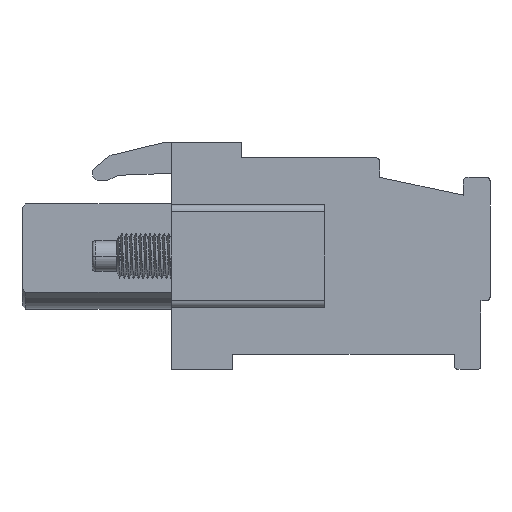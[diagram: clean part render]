
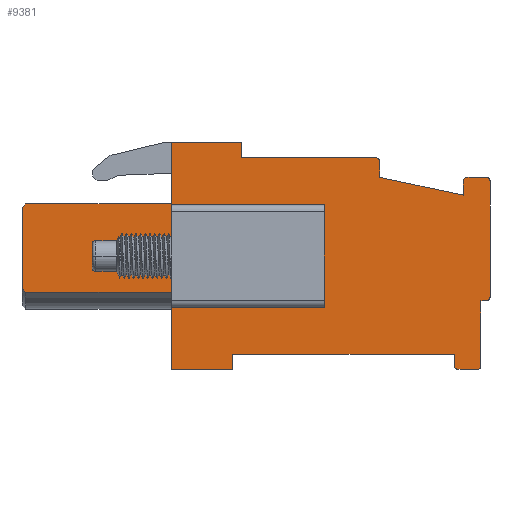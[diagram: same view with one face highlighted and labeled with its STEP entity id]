
A CAD part, left-side view. The second image highlights one B-rep face of the part: STEP entity #9381.
In plain terms, the highlighted planar face has unit normal (-1, 0, 0).
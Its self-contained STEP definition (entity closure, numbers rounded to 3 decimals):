
#16=DIRECTION('',(0.,1.,0.));
#17=VECTOR('',#16,7.45);
#18=CARTESIAN_POINT('',(0.,9.2,-2.85));
#19=LINE('',#18,#17);
#40=DIRECTION('',(0.,1.,0.));
#41=VECTOR('',#40,1.08);
#42=CARTESIAN_POINT('',(0.,0.7,-6.3));
#43=LINE('',#42,#41);
#44=CARTESIAN_POINT('',(0.,1.78,-6.1));
#45=DIRECTION('',(1.,0.,0.));
#46=DIRECTION('',(0.,0.,-1.));
#47=AXIS2_PLACEMENT_3D('',#44,#45,#46);
#49=DIRECTION('',(0.,0.,-1.));
#50=VECTOR('',#49,0.65);
#51=CARTESIAN_POINT('',(0.,1.98,-5.45));
#52=LINE('',#51,#50);
#53=DIRECTION('',(0.,-1.,0.));
#54=VECTOR('',#53,12.32);
#55=CARTESIAN_POINT('',(0.,14.3,-5.45));
#56=LINE('',#55,#54);
#57=DIRECTION('',(0.,0.,1.));
#58=VECTOR('',#57,0.85);
#59=CARTESIAN_POINT('',(0.,14.3,-6.3));
#60=LINE('',#59,#58);
#61=DIRECTION('',(0.,1.,0.));
#62=VECTOR('',#61,3.4);
#63=CARTESIAN_POINT('',(0.,14.3,-6.3));
#64=LINE('',#63,#62);
#65=DIRECTION('',(0.,0.,1.));
#66=VECTOR('',#65,4.278);
#67=CARTESIAN_POINT('',(0.,17.7,-6.3));
#68=LINE('',#67,#66);
#69=DIRECTION('',(0.,1.,0.));
#70=VECTOR('',#69,8.1);
#71=CARTESIAN_POINT('',(0.,17.7,-2.022));
#72=LINE('',#71,#70);
#73=DIRECTION('',(0.,-0.707,-0.707));
#74=VECTOR('',#73,0.283);
#75=CARTESIAN_POINT('',(0.,26.,-1.822));
#76=LINE('',#75,#74);
#77=DIRECTION('',(0.,0.,1.));
#78=VECTOR('',#77,4.52);
#79=CARTESIAN_POINT('',(0.,26.,-1.822));
#80=LINE('',#79,#78);
#81=DIRECTION('',(0.,-0.707,0.707));
#82=VECTOR('',#81,0.283);
#83=CARTESIAN_POINT('',(0.,26.,2.698));
#84=LINE('',#83,#82);
#85=DIRECTION('',(0.,1.,0.));
#86=VECTOR('',#85,8.1);
#87=CARTESIAN_POINT('',(0.,17.7,2.898));
#88=LINE('',#87,#86);
#89=DIRECTION('',(0.,0.,1.));
#90=VECTOR('',#89,3.402);
#91=CARTESIAN_POINT('',(0.,17.7,2.898));
#92=LINE('',#91,#90);
#93=DIRECTION('',(0.,-1.,0.));
#94=VECTOR('',#93,3.9);
#95=CARTESIAN_POINT('',(0.,17.7,6.3));
#96=LINE('',#95,#94);
#97=DIRECTION('',(0.,0.,1.));
#98=VECTOR('',#97,0.85);
#99=CARTESIAN_POINT('',(0.,13.8,5.45));
#100=LINE('',#99,#98);
#101=DIRECTION('',(0.,1.,0.));
#102=VECTOR('',#101,7.47);
#103=CARTESIAN_POINT('',(0.,6.33,5.45));
#104=LINE('',#103,#102);
#105=CARTESIAN_POINT('',(0.,6.33,5.25));
#106=DIRECTION('',(1.,0.,0.));
#107=DIRECTION('',(0.,0.,1.));
#108=AXIS2_PLACEMENT_3D('',#105,#106,#107);
#110=DIRECTION('',(0.,0.,1.));
#111=VECTOR('',#110,0.88);
#112=CARTESIAN_POINT('',(0.,6.13,4.37));
#113=LINE('',#112,#111);
#114=DIRECTION('',(0.,0.978,0.208));
#115=VECTOR('',#114,4.754);
#116=CARTESIAN_POINT('',(0.,1.48,3.38));
#117=LINE('',#116,#115);
#118=DIRECTION('',(0.,0.,-1.));
#119=VECTOR('',#118,0.79);
#120=CARTESIAN_POINT('',(0.,1.48,4.17));
#121=LINE('',#120,#119);
#122=CARTESIAN_POINT('',(0.,1.28,4.17));
#123=DIRECTION('',(1.,0.,0.));
#124=DIRECTION('',(0.,1.,0.));
#125=AXIS2_PLACEMENT_3D('',#122,#123,#124);
#127=DIRECTION('',(0.,1.,0.));
#128=VECTOR('',#127,1.08);
#129=CARTESIAN_POINT('',(0.,0.2,4.37));
#130=LINE('',#129,#128);
#131=CARTESIAN_POINT('',(0.,0.2,4.17));
#132=DIRECTION('',(-1.,0.,0.));
#133=DIRECTION('',(0.,-1.,0.));
#134=AXIS2_PLACEMENT_3D('',#131,#132,#133);
#136=DIRECTION('',(0.,0.,-1.));
#137=VECTOR('',#136,6.46);
#138=CARTESIAN_POINT('',(0.,0.,4.17));
#139=LINE('',#138,#137);
#140=CARTESIAN_POINT('',(0.,0.2,-2.29));
#141=DIRECTION('',(1.,0.,0.));
#142=DIRECTION('',(0.,-1.,0.));
#143=AXIS2_PLACEMENT_3D('',#140,#141,#142);
#145=DIRECTION('',(0.,-1.,0.));
#146=VECTOR('',#145,0.3);
#147=CARTESIAN_POINT('',(0.,0.5,-2.49));
#148=LINE('',#147,#146);
#149=DIRECTION('',(0.,0.,1.));
#150=VECTOR('',#149,3.61);
#151=CARTESIAN_POINT('',(0.,0.5,-6.1));
#152=LINE('',#151,#150);
#153=CARTESIAN_POINT('',(0.,0.7,-6.1));
#154=DIRECTION('',(-1.,0.,0.));
#155=DIRECTION('',(0.,0.,-1.));
#156=AXIS2_PLACEMENT_3D('',#153,#154,#155);
#6095=DIRECTION('',(0.,0.,1.));
#6096=VECTOR('',#6095,5.7);
#6097=CARTESIAN_POINT('',(0.,9.2,-2.85));
#6098=LINE('',#6097,#6096);
#7687=DIRECTION('',(0.,0.,1.));
#7688=VECTOR('',#7687,5.7);
#7689=CARTESIAN_POINT('',(0.,16.65,-2.85));
#7690=LINE('',#7689,#7688);
#7691=DIRECTION('',(0.,1.,0.));
#7692=VECTOR('',#7691,7.45);
#7693=CARTESIAN_POINT('',(0.,9.2,2.85));
#7694=LINE('',#7693,#7692);
#8188=CARTESIAN_POINT('',(0.,0.7,-6.3));
#8189=CARTESIAN_POINT('',(0.,1.78,-6.3));
#8190=VERTEX_POINT('',#8188);
#8191=VERTEX_POINT('',#8189);
#8192=CARTESIAN_POINT('',(0.,14.3,-6.3));
#8193=CARTESIAN_POINT('',(0.,17.7,-6.3));
#8194=VERTEX_POINT('',#8192);
#8195=VERTEX_POINT('',#8193);
#8196=CARTESIAN_POINT('',(0.,17.7,-2.022));
#8197=VERTEX_POINT('',#8196);
#8198=CARTESIAN_POINT('',(0.,17.7,2.898));
#8199=CARTESIAN_POINT('',(0.,17.7,6.3));
#8200=VERTEX_POINT('',#8198);
#8201=VERTEX_POINT('',#8199);
#8202=CARTESIAN_POINT('',(0.,13.8,6.3));
#8203=VERTEX_POINT('',#8202);
#8204=CARTESIAN_POINT('',(0.,0.,4.17));
#8205=CARTESIAN_POINT('',(0.,0.,-2.29));
#8206=VERTEX_POINT('',#8204);
#8207=VERTEX_POINT('',#8205);
#8208=CARTESIAN_POINT('',(0.,26.,-1.822));
#8209=CARTESIAN_POINT('',(0.,26.,2.698));
#8210=VERTEX_POINT('',#8208);
#8211=VERTEX_POINT('',#8209);
#8212=CARTESIAN_POINT('',(0.,25.8,-2.022));
#8213=VERTEX_POINT('',#8212);
#8214=CARTESIAN_POINT('',(0.,0.2,4.37));
#8215=CARTESIAN_POINT('',(0.,1.28,4.37));
#8216=VERTEX_POINT('',#8214);
#8217=VERTEX_POINT('',#8215);
#8218=CARTESIAN_POINT('',(0.,1.48,4.17));
#8219=CARTESIAN_POINT('',(0.,1.48,3.38));
#8220=VERTEX_POINT('',#8218);
#8221=VERTEX_POINT('',#8219);
#8222=CARTESIAN_POINT('',(0.,6.13,4.37));
#8223=VERTEX_POINT('',#8222);
#8224=CARTESIAN_POINT('',(0.,6.13,5.25));
#8225=VERTEX_POINT('',#8224);
#8226=CARTESIAN_POINT('',(0.,6.33,5.45));
#8227=CARTESIAN_POINT('',(0.,13.8,5.45));
#8228=VERTEX_POINT('',#8226);
#8229=VERTEX_POINT('',#8227);
#8230=CARTESIAN_POINT('',(0.,0.5,-6.1));
#8231=CARTESIAN_POINT('',(0.,0.5,-2.49));
#8232=VERTEX_POINT('',#8230);
#8233=VERTEX_POINT('',#8231);
#8234=CARTESIAN_POINT('',(0.,0.2,-2.49));
#8235=VERTEX_POINT('',#8234);
#8236=CARTESIAN_POINT('',(0.,1.98,-5.45));
#8237=CARTESIAN_POINT('',(0.,1.98,-6.1));
#8238=VERTEX_POINT('',#8236);
#8239=VERTEX_POINT('',#8237);
#8240=CARTESIAN_POINT('',(0.,14.3,-5.45));
#8241=VERTEX_POINT('',#8240);
#8242=CARTESIAN_POINT('',(0.,25.8,2.898));
#8243=VERTEX_POINT('',#8242);
#8244=CARTESIAN_POINT('',(0.,9.2,-2.85));
#8245=CARTESIAN_POINT('',(0.,16.65,-2.85));
#8246=VERTEX_POINT('',#8244);
#8247=VERTEX_POINT('',#8245);
#8248=CARTESIAN_POINT('',(0.,9.2,2.85));
#8249=CARTESIAN_POINT('',(0.,16.65,2.85));
#8250=VERTEX_POINT('',#8248);
#8251=VERTEX_POINT('',#8249);
#9309=CARTESIAN_POINT('',(0.,27.525,-19.3));
#9310=DIRECTION('',(-1.,0.,0.));
#9311=DIRECTION('',(0.,-1.,0.));
#9312=AXIS2_PLACEMENT_3D('',#9309,#9310,#9311);
#9313=PLANE('',#9312);
#9315=ORIENTED_EDGE('',*,*,#9314,.T.);
#9317=ORIENTED_EDGE('',*,*,#9316,.T.);
#9319=ORIENTED_EDGE('',*,*,#9318,.F.);
#9321=ORIENTED_EDGE('',*,*,#9320,.F.);
#9323=ORIENTED_EDGE('',*,*,#9322,.F.);
#9325=ORIENTED_EDGE('',*,*,#9324,.T.);
#9327=ORIENTED_EDGE('',*,*,#9326,.T.);
#9329=ORIENTED_EDGE('',*,*,#9328,.T.);
#9331=ORIENTED_EDGE('',*,*,#9330,.F.);
#9333=ORIENTED_EDGE('',*,*,#9332,.T.);
#9335=ORIENTED_EDGE('',*,*,#9334,.T.);
#9337=ORIENTED_EDGE('',*,*,#9336,.F.);
#9339=ORIENTED_EDGE('',*,*,#9338,.T.);
#9341=ORIENTED_EDGE('',*,*,#9340,.T.);
#9343=ORIENTED_EDGE('',*,*,#9342,.F.);
#9345=ORIENTED_EDGE('',*,*,#9344,.F.);
#9347=ORIENTED_EDGE('',*,*,#9346,.T.);
#9349=ORIENTED_EDGE('',*,*,#9348,.F.);
#9351=ORIENTED_EDGE('',*,*,#9350,.F.);
#9353=ORIENTED_EDGE('',*,*,#9352,.F.);
#9355=ORIENTED_EDGE('',*,*,#9354,.T.);
#9357=ORIENTED_EDGE('',*,*,#9356,.F.);
#9359=ORIENTED_EDGE('',*,*,#9358,.F.);
#9361=ORIENTED_EDGE('',*,*,#9360,.T.);
#9363=ORIENTED_EDGE('',*,*,#9362,.T.);
#9365=ORIENTED_EDGE('',*,*,#9364,.F.);
#9367=ORIENTED_EDGE('',*,*,#9366,.F.);
#9369=ORIENTED_EDGE('',*,*,#9368,.F.);
#9370=EDGE_LOOP('',(#9315,#9317,#9319,#9321,#9323,#9325,#9327,#9329,#9331,#9333,
#9335,#9337,#9339,#9341,#9343,#9345,#9347,#9349,#9351,#9353,#9355,#9357,#9359,
#9361,#9363,#9365,#9367,#9369));
#9371=FACE_OUTER_BOUND('',#9370,.F.);
#9372=ORIENTED_EDGE('',*,*,#9294,.F.);
#9374=ORIENTED_EDGE('',*,*,#9373,.T.);
#9376=ORIENTED_EDGE('',*,*,#9375,.T.);
#9378=ORIENTED_EDGE('',*,*,#9377,.F.);
#9379=EDGE_LOOP('',(#9372,#9374,#9376,#9378));
#9380=FACE_BOUND('',#9379,.F.);
#9381=ADVANCED_FACE('',(#9371,#9380),#9313,.T.);
#48=CIRCLE('',#47,0.2);
#109=CIRCLE('',#108,0.2);
#126=CIRCLE('',#125,0.2);
#135=CIRCLE('',#134,0.2);
#144=CIRCLE('',#143,0.2);
#157=CIRCLE('',#156,0.2);
#9294=EDGE_CURVE('',#8246,#8247,#19,.T.);
#9314=EDGE_CURVE('',#8190,#8191,#43,.T.);
#9316=EDGE_CURVE('',#8191,#8239,#48,.T.);
#9318=EDGE_CURVE('',#8238,#8239,#52,.T.);
#9320=EDGE_CURVE('',#8241,#8238,#56,.T.);
#9322=EDGE_CURVE('',#8194,#8241,#60,.T.);
#9324=EDGE_CURVE('',#8194,#8195,#64,.T.);
#9326=EDGE_CURVE('',#8195,#8197,#68,.T.);
#9328=EDGE_CURVE('',#8197,#8213,#72,.T.);
#9330=EDGE_CURVE('',#8210,#8213,#76,.T.);
#9332=EDGE_CURVE('',#8210,#8211,#80,.T.);
#9334=EDGE_CURVE('',#8211,#8243,#84,.T.);
#9336=EDGE_CURVE('',#8200,#8243,#88,.T.);
#9338=EDGE_CURVE('',#8200,#8201,#92,.T.);
#9340=EDGE_CURVE('',#8201,#8203,#96,.T.);
#9342=EDGE_CURVE('',#8229,#8203,#100,.T.);
#9344=EDGE_CURVE('',#8228,#8229,#104,.T.);
#9346=EDGE_CURVE('',#8228,#8225,#109,.T.);
#9348=EDGE_CURVE('',#8223,#8225,#113,.T.);
#9350=EDGE_CURVE('',#8221,#8223,#117,.T.);
#9352=EDGE_CURVE('',#8220,#8221,#121,.T.);
#9354=EDGE_CURVE('',#8220,#8217,#126,.T.);
#9356=EDGE_CURVE('',#8216,#8217,#130,.T.);
#9358=EDGE_CURVE('',#8206,#8216,#135,.T.);
#9360=EDGE_CURVE('',#8206,#8207,#139,.T.);
#9362=EDGE_CURVE('',#8207,#8235,#144,.T.);
#9364=EDGE_CURVE('',#8233,#8235,#148,.T.);
#9366=EDGE_CURVE('',#8232,#8233,#152,.T.);
#9368=EDGE_CURVE('',#8190,#8232,#157,.T.);
#9373=EDGE_CURVE('',#8246,#8250,#6098,.T.);
#9375=EDGE_CURVE('',#8250,#8251,#7694,.T.);
#9377=EDGE_CURVE('',#8247,#8251,#7690,.T.);
